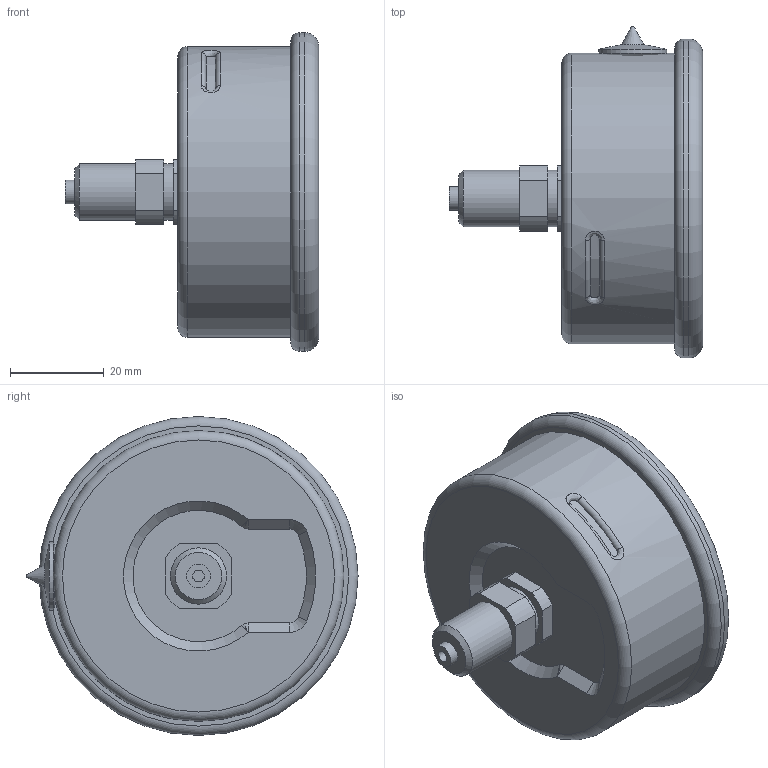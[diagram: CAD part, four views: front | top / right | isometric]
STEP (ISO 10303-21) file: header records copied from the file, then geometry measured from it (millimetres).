
FILE_DESCRIPTION(/* description */ ('ТМ-320Т'),/* implementation_level */ '2;1');
FILE_NAME(/* name */ 'ТМ-320Т.stp',/* time_stamp */ '2023-03-21T10:56:18+03:00',/* author */ ('Tech'),/* organization */ (''),/* preprocessor_version */ 'ST-DEVELOPER v18.1',/* originating_system */ 'Autodesk Inventor 2021',/* authorisation */ '');
FILE_SCHEMA (('AUTOMOTIVE_DESIGN { 1 0 10303 214 3 1 1 }'));
Length unit declared in the file: millimetre
Products named in the file (1): ТМ-320Т
Bounding box: 54 x 70.77 x 68 mm (x, y, z)
Volume: 81343.8 mm3; surface area: 15401.6 mm2
Topology: 2 solids, 2 shells, 446 faces, 1105 edges, 738 vertices
Faces by surface type: plane 362, cylinder 46, bspline 18, cone 10, torus 7, sphere 3
Full cylindrical faces by diameter (mm): 0.624 x1, 1.318 x1, 2.5 x1, 2.61 x1, 5 x1, 11 x1, 12 x2, 14.5 x1, 60 x1, 62 x1, 68 x1
Entity records: 13438 total; most frequent: CARTESIAN_POINT 2780, ORIENTED_EDGE 2206, DIRECTION 2042, EDGE_CURVE 1103, LINE 918, VECTOR 918, VERTEX_POINT 738, AXIS2_PLACEMENT_3D 562
